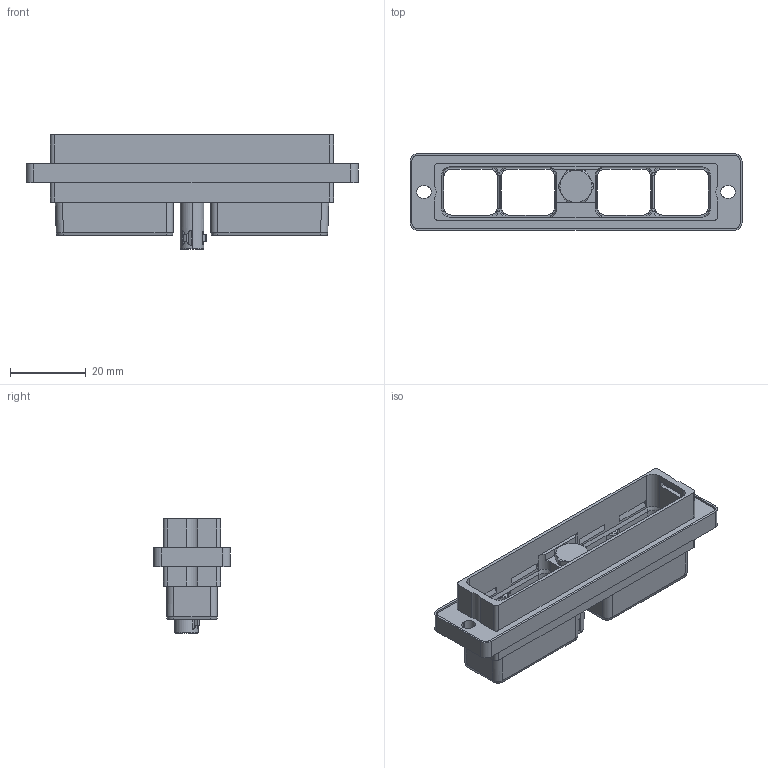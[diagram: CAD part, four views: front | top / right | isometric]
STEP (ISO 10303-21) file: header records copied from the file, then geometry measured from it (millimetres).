
FILE_DESCRIPTION((''),'2;1');
FILE_NAME('SIM2B84KC','2019-09-25T',('presta_be4'),(''),'PRO/ENGINEER BY PARAMETRIC TECHNOLOGY CORPORATION, 2014310','PRO/ENGINEER BY PARAMETRIC TECHNOLOGY CORPORATION, 2014310','');
FILE_SCHEMA(('CONFIG_CONTROL_DESIGN'));
Length unit declared in the file: millimetre
Products named in the file (1): SIM2B84KC
Bounding box: 87.89 x 20.29 x 30.35 mm (x, y, z)
Volume: 9248.3 mm3; surface area: 13766.6 mm2
Topology: 2 solids, 2 shells, 878 faces, 2373 edges, 1544 vertices
Faces by surface type: plane 662, cylinder 126, cone 54, torus 32, bspline 4
Entity records: 30550 total; most frequent: CARTESIAN_POINT 8322, ORIENTED_EDGE 4742, DIRECTION 4360, EDGE_CURVE 2371, VECTOR 1940, LINE 1940, VERTEX_POINT 1544, AXIS2_PLACEMENT_3D 1210
